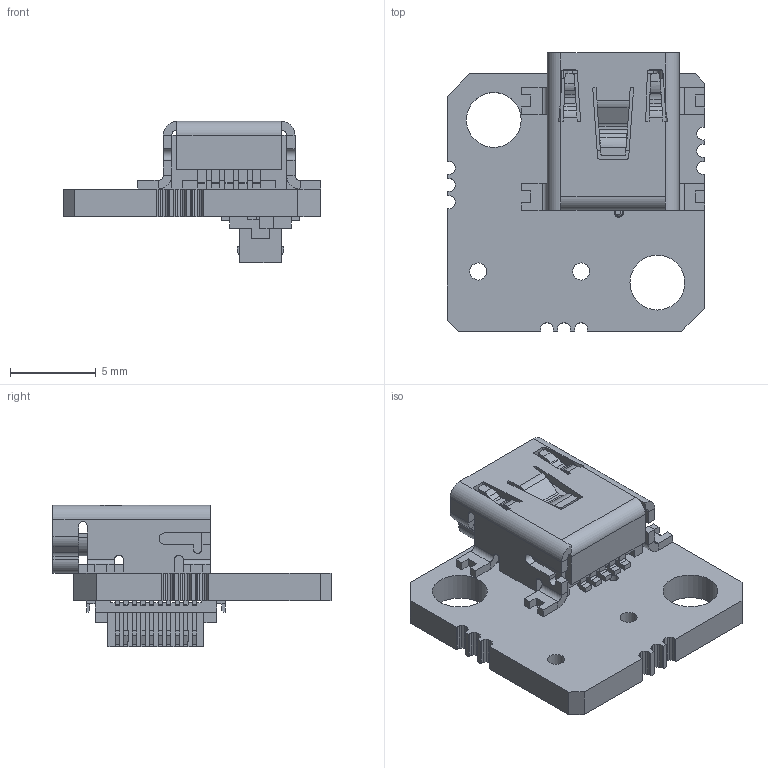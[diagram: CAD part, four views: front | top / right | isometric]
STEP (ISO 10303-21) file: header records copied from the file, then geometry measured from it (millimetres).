
FILE_DESCRIPTION(/* description */ (''),/* implementation_level */ '2;1');
FILE_NAME(/* name */ 'MU-MINIUSB_01-STP.stp',/* time_stamp */ '2024-03-04T10:59:11+01:00',/* author */ (''),/* organization */ (''),/* preprocessor_version */ 'ST-DEVELOPER v18.102',/* originating_system */ 'SIEMENS PLM Software NX2206.8900',/* authorisation */ '');
FILE_SCHEMA (('AUTOMOTIVE_DESIGN { 1 0 10303 214 3 1 1 1 }'));
Length unit declared in the file: millimetre
Products named in the file (1): miniusb-pca
Bounding box: 15.04 x 16.24 x 8.25 mm (x, y, z)
Volume: 540.7 mm3; surface area: 1296.1 mm2
Topology: 3 solids, 13 shells, 1162 faces, 3253 edges, 2076 vertices
Faces by surface type: plane 1022, cylinder 100, bspline 36, cone 4
Full cylindrical faces by diameter (mm): 0.55 x2, 1 x2, 3.2 x2
Entity records: 36952 total; most frequent: CARTESIAN_POINT 7084, ORIENTED_EDGE 6506, DIRECTION 5591, EDGE_CURVE 3253, LINE 2961, VECTOR 2961, VERTEX_POINT 2076, AXIS2_PLACEMENT_3D 1315
